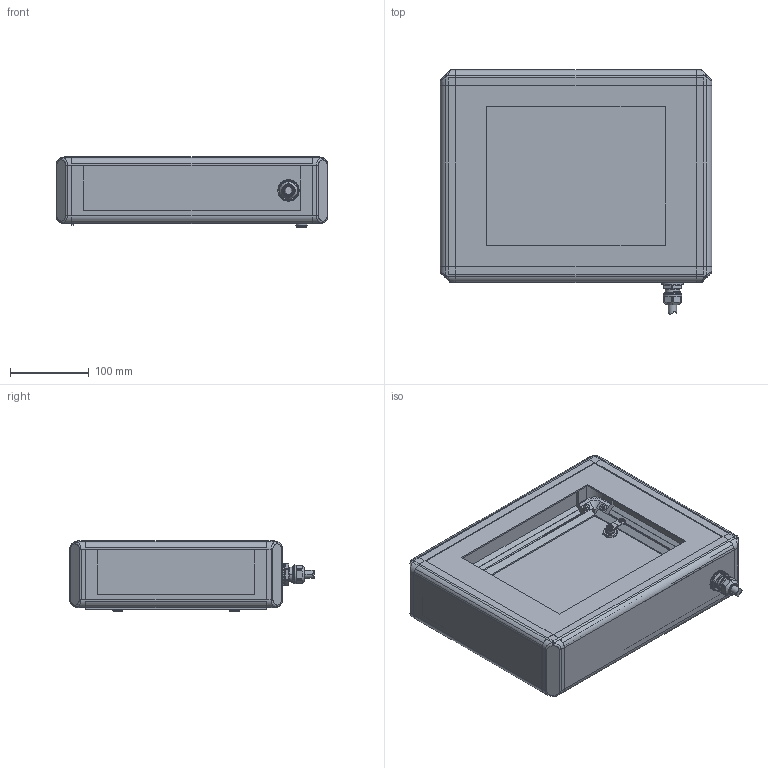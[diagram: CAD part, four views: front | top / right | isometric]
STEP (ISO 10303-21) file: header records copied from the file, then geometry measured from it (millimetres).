
FILE_DESCRIPTION (( 'STEP AP203' ), '1' );
FILE_NAME ('CCC-802T-STP.step', '2025-06-24T04:36:48', ( '' ), ( '' ), 'SwSTEP 2.0', 'SolidWorks 2020', '' );
FILE_SCHEMA (( 'CONFIG_CONTROL_DESIGN' ));
Length unit declared in the file: millimetre
Products named in the file (7): OA-W1611; NUT; OA-W1611_ASSY_004; CCC-802T-STP; BOX_SET; panel_back_set
Assembly tree (6 placements, depth 4):
  CCC-802T-STP
    BOX_SET
    panel_back_set
    OA-W1611_ASSY_004
      OA-W1611
        OA-W1611
      NUT
Bounding box: 345 x 310.35 x 89 mm (x, y, z)
Volume: 659806.6 mm3; surface area: 573998.1 mm2
Topology: 8 solids, 12 shells, 1357 faces, 3504 edges, 2234 vertices
Faces by surface type: plane 794, cylinder 325, bspline 109, cone 89, torus 36, sphere 4
Entity records: 46907 total; most frequent: CARTESIAN_POINT 13900, ORIENTED_EDGE 6992, DIRECTION 6348, EDGE_CURVE 3496, VERTEX_POINT 2234, VECTOR 2214, LINE 2214, AXIS2_PLACEMENT_3D 2067
